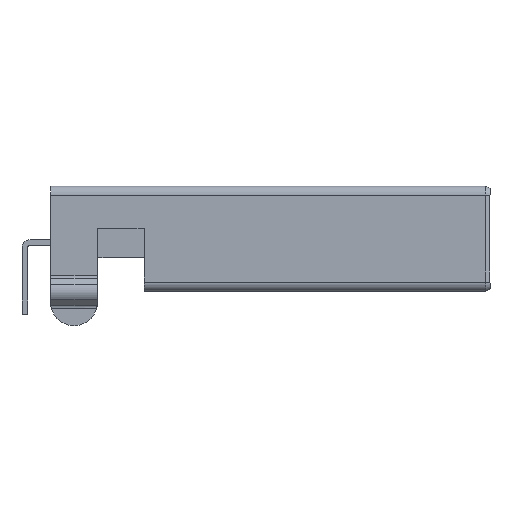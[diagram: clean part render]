
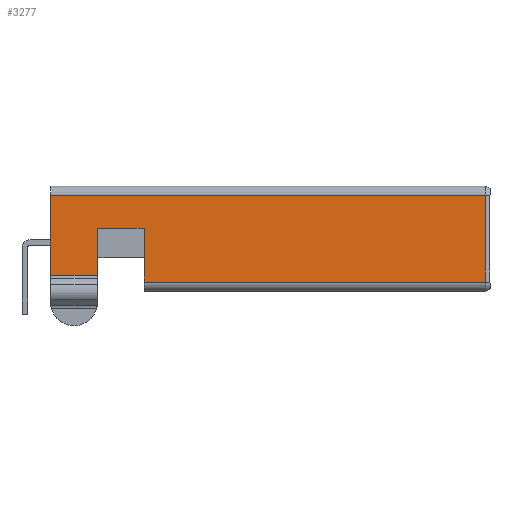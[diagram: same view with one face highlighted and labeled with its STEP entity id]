
A CAD part, left-side view. The second image highlights one B-rep face of the part: STEP entity #3277.
In plain terms, the highlighted planar face has unit normal (-1, 0, 0).
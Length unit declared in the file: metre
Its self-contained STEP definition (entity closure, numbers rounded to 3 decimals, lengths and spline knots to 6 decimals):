
#1173 = EDGE_CURVE( '', #3485, #3486, #3487, .T. );
#1501 = EDGE_CURVE( '', #4070, #3486, #4071, .T. );
#1781 = EDGE_CURVE( '', #4514, #3485, #4515, .T. );
#1833 = EDGE_CURVE( '', #4070, #4390, #4588, .T. );
#2679 = EDGE_CURVE( '', #5744, #5745, #5746, .T. );
#2817 = EDGE_CURVE( '', #3672, #5745, #5907, .T. );
#2867 = EDGE_CURVE( '', #3672, #4390, #5965, .T. );
#3101 = EDGE_CURVE( '', #5744, #4514, #6235, .T. );
#3277 = ADVANCED_FACE( '', ( #6442 ), #6443, .T. );
#3485 = VERTEX_POINT( '', #6670 );
#3486 = VERTEX_POINT( '', #6671 );
#3487 = LINE( '', #6672, #6673 );
#3672 = VERTEX_POINT( '', #6937 );
#4070 = VERTEX_POINT( '', #7518 );
#4071 = LINE( '', #7519, #7520 );
#4390 = VERTEX_POINT( '', #7962 );
#4514 = VERTEX_POINT( '', #8136 );
#4515 = LINE( '', #8137, #8138 );
#4588 = LINE( '', #8253, #8254 );
#5744 = VERTEX_POINT( '', #9976 );
#5745 = VERTEX_POINT( '', #9977 );
#5746 = LINE( '', #9978, #9979 );
#5907 = LINE( '', #10238, #10239 );
#5965 = LINE( '', #10331, #10332 );
#6235 = LINE( '', #10771, #10772 );
#6442 = FACE_OUTER_BOUND( '', #11107, .T. );
#6443 = PLANE( '', #11108 );
#6670 = CARTESIAN_POINT( '', ( -0.006, -0.009226, 0.00459 ) );
#6671 = CARTESIAN_POINT( '', ( -0.006, -0.009226, 0.00089 ) );
#6672 = CARTESIAN_POINT( '', ( -0.006, -0.009226, 0.00459 ) );
#6673 = VECTOR( '', #11459, 1. );
#6937 = CARTESIAN_POINT( '', ( -0.006, 0.0074, 0.00319 ) );
#7518 = CARTESIAN_POINT( '', ( -0.006, 0.0054, 0.00089 ) );
#7519 = CARTESIAN_POINT( '', ( -0.006, 0.0054, 0.00089 ) );
#7520 = VECTOR( '', #11915, 1. );
#7962 = CARTESIAN_POINT( '', ( -0.006, 0.0054, 0.00319 ) );
#8136 = CARTESIAN_POINT( '', ( -0.006, 0.0094, 0.00459 ) );
#8137 = CARTESIAN_POINT( '', ( -0.006, 0.0094, 0.00459 ) );
#8138 = VECTOR( '', #12467, 1. );
#8253 = CARTESIAN_POINT( '', ( -0.006, 0.0054, 0.00089 ) );
#8254 = VECTOR( '', #12537, 1. );
#9976 = CARTESIAN_POINT( '', ( -0.006, 0.0094, 0.00117 ) );
#9977 = CARTESIAN_POINT( '', ( -0.006, 0.0074, 0.00117 ) );
#9978 = CARTESIAN_POINT( '', ( -0.006, 0.0094, 0.00117 ) );
#9979 = VECTOR( '', #14106, 1. );
#10238 = CARTESIAN_POINT( '', ( -0.006, 0.0074, 0.00319 ) );
#10239 = VECTOR( '', #14328, 1. );
#10331 = CARTESIAN_POINT( '', ( -0.006, 0.0074, 0.00319 ) );
#10332 = VECTOR( '', #14395, 1. );
#10771 = CARTESIAN_POINT( '', ( -0.006, 0.0094, 0.00117 ) );
#10772 = VECTOR( '', #14770, 1. );
#11107 = EDGE_LOOP( '', ( #15056, #15057, #15058, #15059, #15060, #15061, #15062, #15063 ) );
#11108 = AXIS2_PLACEMENT_3D( '', #15064, #15065, #15066 );
#11459 = DIRECTION( '', ( 0., 0., -1. ) );
#11915 = DIRECTION( '', ( 0., -1., 0. ) );
#12467 = DIRECTION( '', ( 0., -1., 0. ) );
#12537 = DIRECTION( '', ( 0., 0., 1. ) );
#14106 = DIRECTION( '', ( 0., -1., 0. ) );
#14328 = DIRECTION( '', ( 0., 0., -1. ) );
#14395 = DIRECTION( '', ( 0., -1., 0. ) );
#14770 = DIRECTION( '', ( 0., 0., 1. ) );
#15056 = ORIENTED_EDGE( '', *, *, #1833, .F. );
#15057 = ORIENTED_EDGE( '', *, *, #1501, .T. );
#15058 = ORIENTED_EDGE( '', *, *, #1173, .F. );
#15059 = ORIENTED_EDGE( '', *, *, #1781, .F. );
#15060 = ORIENTED_EDGE( '', *, *, #3101, .F. );
#15061 = ORIENTED_EDGE( '', *, *, #2679, .T. );
#15062 = ORIENTED_EDGE( '', *, *, #2817, .F. );
#15063 = ORIENTED_EDGE( '', *, *, #2867, .T. );
#15064 = CARTESIAN_POINT( '', ( -0.006, 0.0094, 0.00459 ) );
#15065 = DIRECTION( '', ( -1., 0., 0. ) );
#15066 = DIRECTION( '', ( 0., 0., 1. ) );
